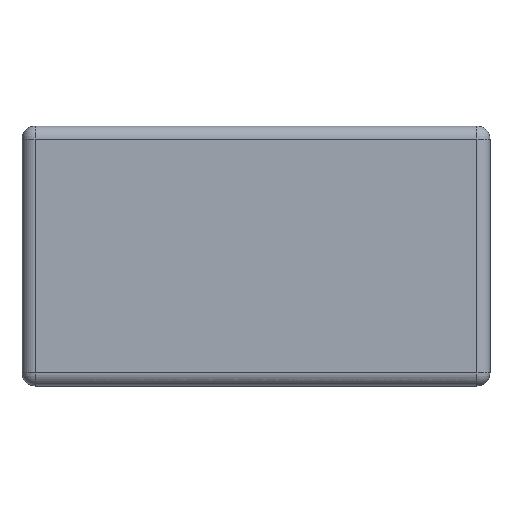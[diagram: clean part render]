
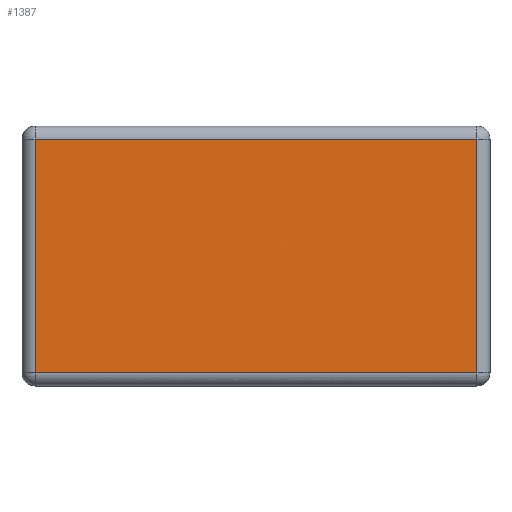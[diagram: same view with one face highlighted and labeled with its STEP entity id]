
A CAD part, left-side view. The second image highlights one B-rep face of the part: STEP entity #1387.
In plain terms, the highlighted planar face has unit normal (-1, 0, 0).
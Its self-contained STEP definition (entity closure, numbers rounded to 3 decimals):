
#26 = CARTESIAN_POINT ( 'NONE',  ( -0.5, 0.025, 0.225 ) ) ;
#110 = VECTOR ( 'NONE', #522, 1000. ) ;
#167 = VERTEX_POINT ( 'NONE', #1146 ) ;
#210 = DIRECTION ( 'NONE',  ( 0., 0., -1. ) ) ;
#219 = CARTESIAN_POINT ( 'NONE',  ( -0.5, 0.9, -0.225 ) ) ;
#235 = EDGE_CURVE ( 'NONE', #1056, #371, #968, .T. ) ;
#263 = VECTOR ( 'NONE', #281, 1000. ) ;
#281 = DIRECTION ( 'NONE',  ( 0., 0., -1. ) ) ;
#371 = VERTEX_POINT ( 'NONE', #26 ) ;
#389 = CARTESIAN_POINT ( 'NONE',  ( -0.5, 0.025, -0.25 ) ) ;
#514 = CARTESIAN_POINT ( 'NONE',  ( -0.5, 0.9, 0.225 ) ) ;
#522 = DIRECTION ( 'NONE',  ( 0., -1., 0. ) ) ;
#546 = ORIENTED_EDGE ( 'NONE', *, *, #1389, .T. ) ;
#561 = ORIENTED_EDGE ( 'NONE', *, *, #1596, .T. ) ;
#595 = VECTOR ( 'NONE', #1654, 1000. ) ;
#659 = DIRECTION ( 'NONE',  ( 1., 0., 0. ) ) ;
#783 = CARTESIAN_POINT ( 'NONE',  ( -0.5, 0.9, -0.25 ) ) ;
#795 = FACE_OUTER_BOUND ( 'NONE', #1711, .T. ) ;
#946 = LINE ( 'NONE', #219, #110 ) ;
#968 = LINE ( 'NONE', #389, #1245 ) ;
#977 = LINE ( 'NONE', #1566, #263 ) ;
#986 = AXIS2_PLACEMENT_3D ( 'NONE', #783, #659, #210 ) ;
#998 = ORIENTED_EDGE ( 'NONE', *, *, #235, .T. ) ;
#1056 = VERTEX_POINT ( 'NONE', #1238 ) ;
#1146 = CARTESIAN_POINT ( 'NONE',  ( -0.5, 0.875, 0.225 ) ) ;
#1238 = CARTESIAN_POINT ( 'NONE',  ( -0.5, 0.025, -0.225 ) ) ;
#1245 = VECTOR ( 'NONE', #1560, 1000. ) ;
#1387 = ADVANCED_FACE ( 'NONE', ( #795 ), #1795, .F. ) ;
#1389 = EDGE_CURVE ( 'NONE', #1516, #1056, #946, .T. ) ;
#1400 = CARTESIAN_POINT ( 'NONE',  ( -0.5, 0.875, -0.225 ) ) ;
#1415 = EDGE_CURVE ( 'NONE', #371, #167, #1630, .T. ) ;
#1485 = ORIENTED_EDGE ( 'NONE', *, *, #1415, .T. ) ;
#1516 = VERTEX_POINT ( 'NONE', #1400 ) ;
#1560 = DIRECTION ( 'NONE',  ( 0., 0., 1. ) ) ;
#1566 = CARTESIAN_POINT ( 'NONE',  ( -0.5, 0.875, -0.25 ) ) ;
#1596 = EDGE_CURVE ( 'NONE', #167, #1516, #977, .T. ) ;
#1630 = LINE ( 'NONE', #514, #595 ) ;
#1654 = DIRECTION ( 'NONE',  ( 0., 1., 0. ) ) ;
#1711 = EDGE_LOOP ( 'NONE', ( #561, #546, #998, #1485 ) ) ;
#1795 = PLANE ( 'NONE',  #986 ) ;
